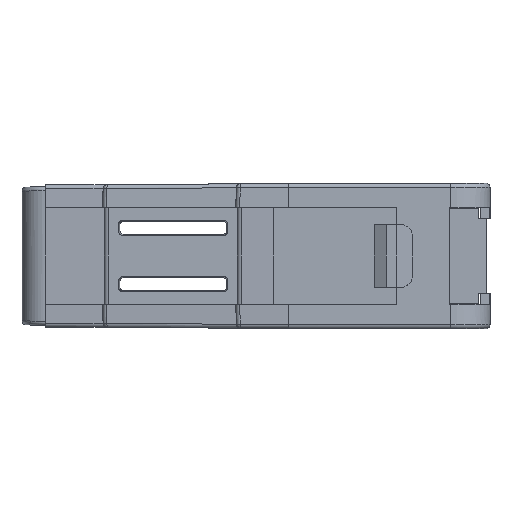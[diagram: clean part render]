
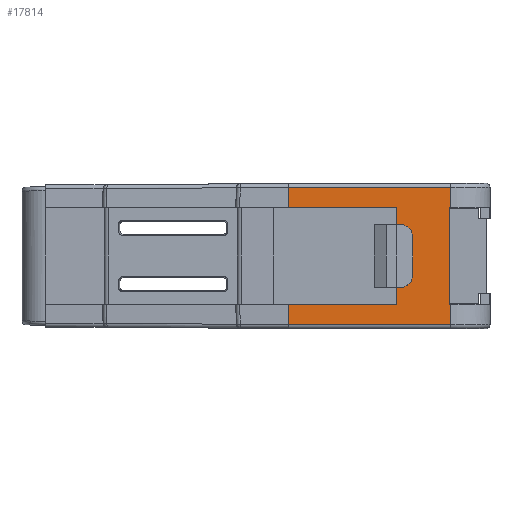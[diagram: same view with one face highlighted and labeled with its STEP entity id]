
A CAD part, left-side view. The second image highlights one B-rep face of the part: STEP entity #17814.
In plain terms, the highlighted face is planar.
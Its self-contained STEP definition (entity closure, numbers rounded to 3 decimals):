
#639 = EDGE_CURVE ( 'NONE', #12629, #3372, #18655, .T. ) ;
#718 = VERTEX_POINT ( 'NONE', #5147 ) ;
#920 = CARTESIAN_POINT ( 'NONE',  ( -44.98, -6., 26.3 ) ) ;
#1011 = CARTESIAN_POINT ( 'NONE',  ( -44.607, 191., 4.913 ) ) ;
#1219 = DIRECTION ( 'NONE',  ( 1., 0., 0.017 ) ) ;
#1643 = CARTESIAN_POINT ( 'NONE',  ( -44.607, -6., 4.913 ) ) ;
#1662 = ORIENTED_EDGE ( 'NONE', *, *, #26100, .T. ) ;
#1690 = CARTESIAN_POINT ( 'NONE',  ( -44.607, 8.5, 4.913 ) ) ;
#1955 = DIRECTION ( 'NONE',  ( 0.017, 0., -1. ) ) ;
#2191 = EDGE_CURVE ( 'NONE', #16103, #19958, #23427, .T. ) ;
#2619 = LINE ( 'NONE', #26327, #16838 ) ;
#2752 = LINE ( 'NONE', #13912, #5945 ) ;
#2834 = CARTESIAN_POINT ( 'NONE',  ( -44.723, -6., 11.6 ) ) ;
#3372 = VERTEX_POINT ( 'NONE', #2834 ) ;
#3461 = EDGE_CURVE ( 'NONE', #23774, #15731, #2619, .T. ) ;
#3491 = VECTOR ( 'NONE', #7267, 1000. ) ;
#3800 = LINE ( 'NONE', #1011, #16669 ) ;
#3943 = EDGE_CURVE ( 'NONE', #19958, #4831, #17163, .T. ) ;
#3993 = VECTOR ( 'NONE', #20494, 1000. ) ;
#4235 = EDGE_CURVE ( 'NONE', #5623, #24418, #4856, .T. ) ;
#4831 = VERTEX_POINT ( 'NONE', #19262 ) ;
#4856 = LINE ( 'NONE', #6349, #18788 ) ;
#5060 = PLANE ( 'NONE',  #17683 ) ;
#5147 = CARTESIAN_POINT ( 'NONE',  ( -44.723, 6., 11.6 ) ) ;
#5611 = ORIENTED_EDGE ( 'NONE', *, *, #639, .T. ) ;
#5623 = VERTEX_POINT ( 'NONE', #16222 ) ;
#5837 = LINE ( 'NONE', #6929, #15868 ) ;
#5945 = VECTOR ( 'NONE', #18177, 1000. ) ;
#6076 = ORIENTED_EDGE ( 'NONE', *, *, #8703, .F. ) ;
#6332 = CARTESIAN_POINT ( 'NONE',  ( -44.608, -6., 5. ) ) ;
#6349 = CARTESIAN_POINT ( 'NONE',  ( -44.98, 6., 26.3 ) ) ;
#6621 = ORIENTED_EDGE ( 'NONE', *, *, #18503, .T. ) ;
#6646 = EDGE_CURVE ( 'NONE', #718, #23774, #5837, .T. ) ;
#6760 = ORIENTED_EDGE ( 'NONE', *, *, #3461, .T. ) ;
#6929 = CARTESIAN_POINT ( 'NONE',  ( -44.98, 6., 26.3 ) ) ;
#6934 = FACE_OUTER_BOUND ( 'NONE', #19591, .T. ) ;
#7267 = DIRECTION ( 'NONE',  ( 0., 1., 0. ) ) ;
#7573 = CARTESIAN_POINT ( 'NONE',  ( -44.957, -6., 25. ) ) ;
#7680 = LINE ( 'NONE', #21582, #3491 ) ;
#7967 = EDGE_CURVE ( 'NONE', #16103, #22371, #15469, .T. ) ;
#8531 = DIRECTION ( 'NONE',  ( 0.017, 0., -1. ) ) ;
#8665 = VECTOR ( 'NONE', #24782, 1000. ) ;
#8703 = EDGE_CURVE ( 'NONE', #22371, #5623, #7680, .T. ) ;
#9352 = DIRECTION ( 'NONE',  ( -0.017, 0., 1. ) ) ;
#11205 = ORIENTED_EDGE ( 'NONE', *, *, #18877, .F. ) ;
#12131 = ORIENTED_EDGE ( 'NONE', *, *, #7967, .F. ) ;
#12275 = DIRECTION ( 'NONE',  ( 0., 1., 0. ) ) ;
#12346 = DIRECTION ( 'NONE',  ( 0., -1., 0. ) ) ;
#12520 = ORIENTED_EDGE ( 'NONE', *, *, #2191, .T. ) ;
#12629 = VERTEX_POINT ( 'NONE', #7573 ) ;
#13559 = CARTESIAN_POINT ( 'NONE',  ( -44.957, 6., 25. ) ) ;
#13694 = VECTOR ( 'NONE', #1955, 1000. ) ;
#13698 = CARTESIAN_POINT ( 'NONE',  ( -44.98, -8.5, 26.3 ) ) ;
#13912 = CARTESIAN_POINT ( 'NONE',  ( -44.723, 191., 11.6 ) ) ;
#13941 = ORIENTED_EDGE ( 'NONE', *, *, #4235, .F. ) ;
#14353 = LINE ( 'NONE', #24755, #13694 ) ;
#15469 = LINE ( 'NONE', #16592, #8665 ) ;
#15731 = VERTEX_POINT ( 'NONE', #18825 ) ;
#15868 = VECTOR ( 'NONE', #23254, 1000. ) ;
#16103 = VERTEX_POINT ( 'NONE', #1643 ) ;
#16208 = CARTESIAN_POINT ( 'NONE',  ( -44.607, 191., 4.913 ) ) ;
#16222 = CARTESIAN_POINT ( 'NONE',  ( -44.608, 6., 5. ) ) ;
#16443 = ORIENTED_EDGE ( 'NONE', *, *, #3943, .T. ) ;
#16592 = CARTESIAN_POINT ( 'NONE',  ( -44.98, -6., 26.3 ) ) ;
#16669 = VECTOR ( 'NONE', #21905, 1000. ) ;
#16838 = VECTOR ( 'NONE', #12275, 1000. ) ;
#16896 = VECTOR ( 'NONE', #12346, 1000. ) ;
#17084 = DIRECTION ( 'NONE',  ( 0.017, 0., -1. ) ) ;
#17163 = LINE ( 'NONE', #13698, #26602 ) ;
#17683 = AXIS2_PLACEMENT_3D ( 'NONE', #25897, #1219, #19569 ) ;
#17814 = ADVANCED_FACE ( 'NONE', ( #6934 ), #5060, .F. ) ;
#18177 = DIRECTION ( 'NONE',  ( 0., 1., 0. ) ) ;
#18503 = EDGE_CURVE ( 'NONE', #15731, #21007, #14353, .T. ) ;
#18655 = LINE ( 'NONE', #920, #23529 ) ;
#18788 = VECTOR ( 'NONE', #8531, 1000. ) ;
#18825 = CARTESIAN_POINT ( 'NONE',  ( -44.957, 8.5, 25. ) ) ;
#18877 = EDGE_CURVE ( 'NONE', #12629, #4831, #23089, .T. ) ;
#19262 = CARTESIAN_POINT ( 'NONE',  ( -44.957, -8.5, 25. ) ) ;
#19569 = DIRECTION ( 'NONE',  ( 0.017, 0., -1. ) ) ;
#19591 = EDGE_LOOP ( 'NONE', ( #6760, #6621, #25725, #13941, #6076, #12131, #12520, #16443, #11205, #5611, #1662, #22481 ) ) ;
#19958 = VERTEX_POINT ( 'NONE', #22646 ) ;
#20494 = DIRECTION ( 'NONE',  ( 0., -1., 0. ) ) ;
#21007 = VERTEX_POINT ( 'NONE', #1690 ) ;
#21582 = CARTESIAN_POINT ( 'NONE',  ( -44.608, 191., 5. ) ) ;
#21905 = DIRECTION ( 'NONE',  ( 0., -1., 0. ) ) ;
#22371 = VERTEX_POINT ( 'NONE', #6332 ) ;
#22481 = ORIENTED_EDGE ( 'NONE', *, *, #6646, .T. ) ;
#22646 = CARTESIAN_POINT ( 'NONE',  ( -44.607, -8.5, 4.913 ) ) ;
#23089 = LINE ( 'NONE', #26220, #16896 ) ;
#23254 = DIRECTION ( 'NONE',  ( -0.017, 0., 1. ) ) ;
#23427 = LINE ( 'NONE', #16208, #3993 ) ;
#23529 = VECTOR ( 'NONE', #17084, 1000. ) ;
#23638 = EDGE_CURVE ( 'NONE', #21007, #24418, #3800, .T. ) ;
#23774 = VERTEX_POINT ( 'NONE', #13559 ) ;
#24418 = VERTEX_POINT ( 'NONE', #26034 ) ;
#24755 = CARTESIAN_POINT ( 'NONE',  ( -44.98, 8.5, 26.3 ) ) ;
#24782 = DIRECTION ( 'NONE',  ( -0.017, 0., 1. ) ) ;
#25725 = ORIENTED_EDGE ( 'NONE', *, *, #23638, .T. ) ;
#25897 = CARTESIAN_POINT ( 'NONE',  ( -44.98, 191., 26.3 ) ) ;
#26034 = CARTESIAN_POINT ( 'NONE',  ( -44.607, 6., 4.913 ) ) ;
#26100 = EDGE_CURVE ( 'NONE', #3372, #718, #2752, .T. ) ;
#26220 = CARTESIAN_POINT ( 'NONE',  ( -44.957, 191., 25. ) ) ;
#26327 = CARTESIAN_POINT ( 'NONE',  ( -44.957, 191., 25. ) ) ;
#26602 = VECTOR ( 'NONE', #9352, 1000. ) ;
